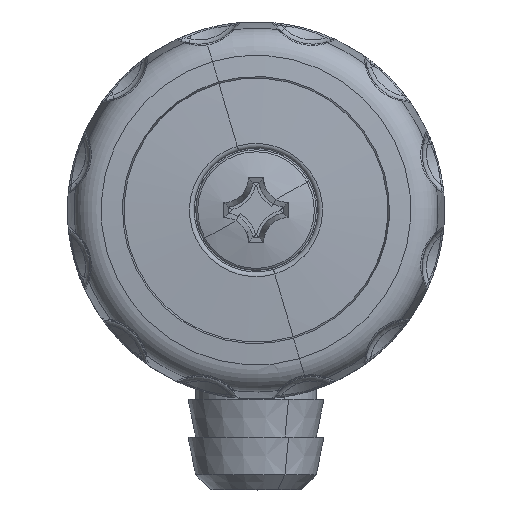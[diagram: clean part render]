
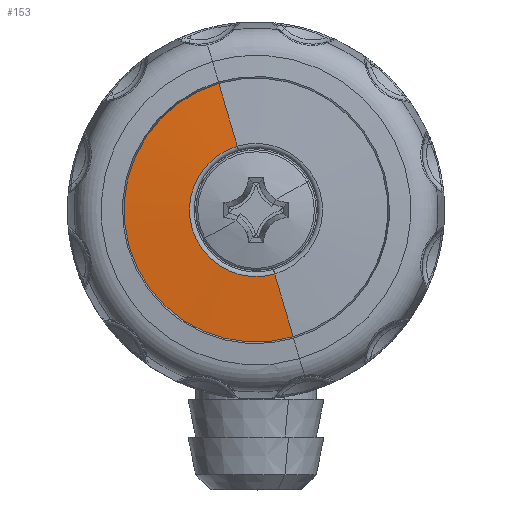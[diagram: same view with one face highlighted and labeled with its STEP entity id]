
A CAD part, top view. The second image highlights one B-rep face of the part: STEP entity #153.
In plain terms, the highlighted spherical face has radius 99.6 mm.
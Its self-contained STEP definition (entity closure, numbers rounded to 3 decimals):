
#101=CARTESIAN_POINT('Vertex',(-1.243,4.235,36.287)) ;
#108=CARTESIAN_POINT('Vertex',(1.243,-4.235,36.287)) ;
#111=CARTESIAN_POINT('Axis2P3D Location',(0.,0.,36.287)) ;
#123=CARTESIAN_POINT('Axis2P3D Location',(0.,0.,-63.215)) ;
#128=CARTESIAN_POINT('Axis2P3D Location',(0.,0.,-63.215)) ;
#132=CARTESIAN_POINT('Vertex',(-2.463,8.396,36.)) ;
#135=CARTESIAN_POINT('Axis2P3D Location',(0.,0.,-63.215)) ;
#139=CARTESIAN_POINT('Vertex',(2.463,-8.396,36.)) ;
#142=CARTESIAN_POINT('Axis2P3D Location',(0.,0.,36.)) ;
#112=DIRECTION('Axis2P3D Direction',(0.,0.,-1.)) ;
#124=DIRECTION('Axis2P3D Direction',(0.,0.,-1.)) ;
#125=DIRECTION('Axis2P3D XDirection',(0.96,0.282,0.)) ;
#129=DIRECTION('Axis2P3D Direction',(-0.96,-0.282,-0.)) ;
#136=DIRECTION('Axis2P3D Direction',(0.96,0.282,0.)) ;
#143=DIRECTION('Axis2P3D Direction',(0.,0.,-1.)) ;
#113=AXIS2_PLACEMENT_3D('Circle Axis2P3D',#111,#112,$) ;
#126=AXIS2_PLACEMENT_3D('Sphere Axis2P3D',#123,#124,#125) ;
#130=AXIS2_PLACEMENT_3D('Circle Axis2P3D',#128,#129,$) ;
#137=AXIS2_PLACEMENT_3D('Circle Axis2P3D',#135,#136,$) ;
#144=AXIS2_PLACEMENT_3D('Circle Axis2P3D',#142,#143,$) ;
#148=ORIENTED_EDGE('',*,*,#134,.T.) ;
#149=ORIENTED_EDGE('',*,*,#115,.F.) ;
#150=ORIENTED_EDGE('',*,*,#141,.T.) ;
#151=ORIENTED_EDGE('',*,*,#146,.T.) ;
#153=ADVANCED_FACE('Sheet.1',(#152),#127,.F.) ;
#114=CIRCLE('generated circle',#113,4.413) ;
#131=CIRCLE('generated circle',#130,99.6) ;
#138=CIRCLE('generated circle',#137,99.6) ;
#145=CIRCLE('generated circle',#144,8.75) ;
#115=EDGE_CURVE('',#109,#102,#114,.T.) ;
#134=EDGE_CURVE('',#133,#102,#131,.F.) ;
#141=EDGE_CURVE('',#109,#140,#138,.T.) ;
#146=EDGE_CURVE('',#140,#133,#145,.T.) ;
#147=EDGE_LOOP('',(#148,#149,#150,#151)) ;
#152=FACE_OUTER_BOUND('',#147,.T.) ;
#127=SPHERICAL_SURFACE('',#126,99.6) ;
#102=VERTEX_POINT('',#101) ;
#109=VERTEX_POINT('',#108) ;
#133=VERTEX_POINT('',#132) ;
#140=VERTEX_POINT('',#139) ;
